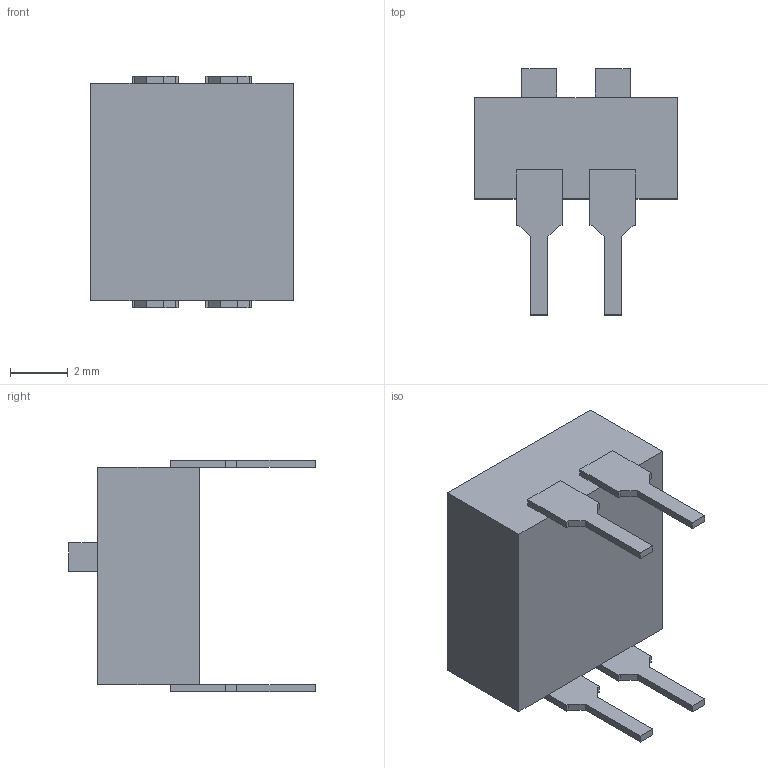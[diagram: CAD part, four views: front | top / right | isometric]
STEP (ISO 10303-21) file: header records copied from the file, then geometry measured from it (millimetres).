
FILE_DESCRIPTION (( 'STEP AP214' ), '1' );
FILE_NAME ('A6TN_2104.step', '2018-02-13T22:30:36', ( 'OSMC1.0 ' ), ( ' ' ), 'SwSTEP 2.0', 'SolidWorks 2002025', '' );
FILE_SCHEMA (( 'AUTOMOTIVE_DESIGN' ));
Length unit declared in the file: millimetre
Products named in the file (1): A6TN_2104
Bounding box: 7 x 8.5 x 8 mm (x, y, z)
Volume: 186.1 mm3; surface area: 274.8 mm2
Topology: 1 solids, 1 shells, 80 faces, 216 edges, 140 vertices
Faces by surface type: plane 80
Entity records: 2819 total; most frequent: CARTESIAN_POINT 437, ORIENTED_EDGE 432, DIRECTION 378, EDGE_CURVE 216, VECTOR 216, LINE 216, VERTEX_POINT 140, EDGE_LOOP 82
